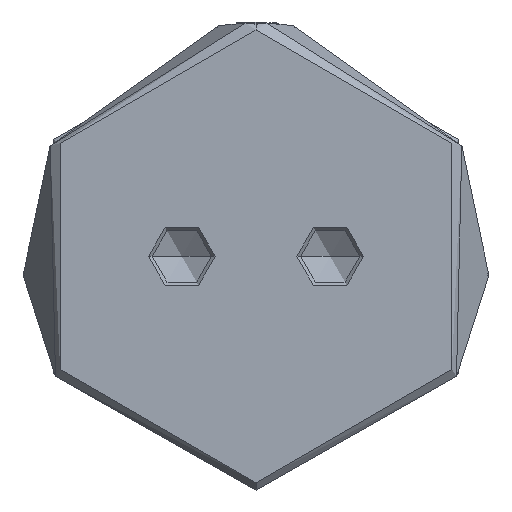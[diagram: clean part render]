
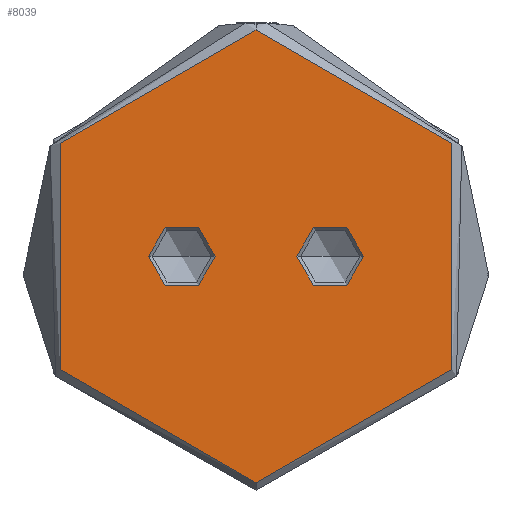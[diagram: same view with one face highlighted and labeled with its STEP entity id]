
A CAD part, front view. The second image highlights one B-rep face of the part: STEP entity #8039.
In plain terms, the highlighted face is planar.
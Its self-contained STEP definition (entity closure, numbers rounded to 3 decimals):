
#262 = AXIS2_PLACEMENT_3D ( 'NONE', #3412, #7778, #4045 ) ;
#410 = VERTEX_POINT ( 'NONE', #5639 ) ;
#547 = AXIS2_PLACEMENT_3D ( 'NONE', #6240, #2445, #6866 ) ;
#628 = DIRECTION ( 'NONE',  ( 0., 1., 0. ) ) ;
#936 = ORIENTED_EDGE ( 'NONE', *, *, #7892, .T. ) ;
#1173 = CARTESIAN_POINT ( 'NONE',  ( 30.5, 0., 0. ) ) ;
#1220 = CIRCLE ( 'NONE', #547, 30.5 ) ;
#1255 = CIRCLE ( 'NONE', #4924, 4.5 ) ;
#1306 = CARTESIAN_POINT ( 'NONE',  ( 0., 5.5, 0. ) ) ;
#1346 = DIRECTION ( 'NONE',  ( -1., 0., 0. ) ) ;
#1556 = VERTEX_POINT ( 'NONE', #1173 ) ;
#1729 = CARTESIAN_POINT ( 'NONE',  ( 0., 0., 0. ) ) ;
#1740 = EDGE_LOOP ( 'NONE', ( #5335, #2541 ) ) ;
#1762 = DIRECTION ( 'NONE',  ( 0., 0., 1. ) ) ;
#1788 = EDGE_CURVE ( 'NONE', #5162, #3848, #2380, .T. ) ;
#1794 = DIRECTION ( 'NONE',  ( 1., 0., 0. ) ) ;
#1933 = VERTEX_POINT ( 'NONE', #6837 ) ;
#2118 = EDGE_CURVE ( 'NONE', #1556, #6483, #4701, .T. ) ;
#2380 = CIRCLE ( 'NONE', #7275, 4.5 ) ;
#2445 = DIRECTION ( 'NONE',  ( 0., 0., 1. ) ) ;
#2504 = DIRECTION ( 'NONE',  ( 0., 0., 1. ) ) ;
#2541 = ORIENTED_EDGE ( 'NONE', *, *, #4807, .F. ) ;
#2743 = EDGE_LOOP ( 'NONE', ( #936, #6194 ) ) ;
#2885 = EDGE_CURVE ( 'NONE', #1933, #410, #1255, .T. ) ;
#2938 = CIRCLE ( 'NONE', #262, 4.5 ) ;
#2982 = AXIS2_PLACEMENT_3D ( 'NONE', #1729, #1762, #1794 ) ;
#3210 = CARTESIAN_POINT ( 'NONE',  ( 0., -10., 0. ) ) ;
#3412 = CARTESIAN_POINT ( 'NONE',  ( 0., -10., 0. ) ) ;
#3714 = CARTESIAN_POINT ( 'NONE',  ( 0., 14.5, 0. ) ) ;
#3848 = VERTEX_POINT ( 'NONE', #3714 ) ;
#4037 = CARTESIAN_POINT ( 'NONE',  ( 0., 10., 0. ) ) ;
#4045 = DIRECTION ( 'NONE',  ( 0., 1., 0. ) ) ;
#4072 = DIRECTION ( 'NONE',  ( 0., 0., 1. ) ) ;
#4099 = DIRECTION ( 'NONE',  ( 0., -1., 0. ) ) ;
#4329 = FACE_BOUND ( 'NONE', #5832, .T. ) ;
#4515 = PLANE ( 'NONE',  #8185 ) ;
#4701 = CIRCLE ( 'NONE', #2982, 30.5 ) ;
#4807 = EDGE_CURVE ( 'NONE', #3848, #5162, #5540, .T. ) ;
#4924 = AXIS2_PLACEMENT_3D ( 'NONE', #3210, #6848, #628 ) ;
#4994 = EDGE_CURVE ( 'NONE', #410, #1933, #2938, .T. ) ;
#5162 = VERTEX_POINT ( 'NONE', #1306 ) ;
#5175 = DIRECTION ( 'NONE',  ( 0., 0., -1. ) ) ;
#5335 = ORIENTED_EDGE ( 'NONE', *, *, #1788, .F. ) ;
#5540 = CIRCLE ( 'NONE', #6982, 4.5 ) ;
#5639 = CARTESIAN_POINT ( 'NONE',  ( 0., -5.5, 0. ) ) ;
#5768 = CARTESIAN_POINT ( 'NONE',  ( 0., 0., 0. ) ) ;
#5832 = EDGE_LOOP ( 'NONE', ( #6578, #7382 ) ) ;
#5999 = FACE_BOUND ( 'NONE', #1740, .T. ) ;
#6194 = ORIENTED_EDGE ( 'NONE', *, *, #2118, .T. ) ;
#6240 = CARTESIAN_POINT ( 'NONE',  ( 0., 0., 0. ) ) ;
#6289 = CARTESIAN_POINT ( 'NONE',  ( 0., 10., 0. ) ) ;
#6483 = VERTEX_POINT ( 'NONE', #7514 ) ;
#6578 = ORIENTED_EDGE ( 'NONE', *, *, #4994, .T. ) ;
#6837 = CARTESIAN_POINT ( 'NONE',  ( 0., -14.5, 0. ) ) ;
#6848 = DIRECTION ( 'NONE',  ( 0., 0., -1. ) ) ;
#6866 = DIRECTION ( 'NONE',  ( 1., 0., 0. ) ) ;
#6941 = DIRECTION ( 'NONE',  ( 0., -1., 0. ) ) ;
#6982 = AXIS2_PLACEMENT_3D ( 'NONE', #6289, #2504, #6941 ) ;
#7275 = AXIS2_PLACEMENT_3D ( 'NONE', #4037, #4072, #4099 ) ;
#7382 = ORIENTED_EDGE ( 'NONE', *, *, #2885, .T. ) ;
#7514 = CARTESIAN_POINT ( 'NONE',  ( -30.5, 0., 0. ) ) ;
#7637 = FACE_OUTER_BOUND ( 'NONE', #2743, .T. ) ;
#7778 = DIRECTION ( 'NONE',  ( 0., 0., -1. ) ) ;
#7892 = EDGE_CURVE ( 'NONE', #6483, #1556, #1220, .T. ) ;
#8039 = ADVANCED_FACE ( 'NONE', ( #7637, #5999, #4329 ), #4515, .F. ) ;
#8185 = AXIS2_PLACEMENT_3D ( 'NONE', #5768, #5175, #1346 ) ;
